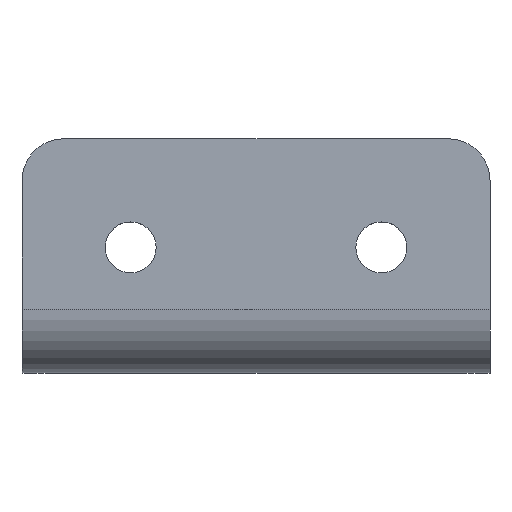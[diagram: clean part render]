
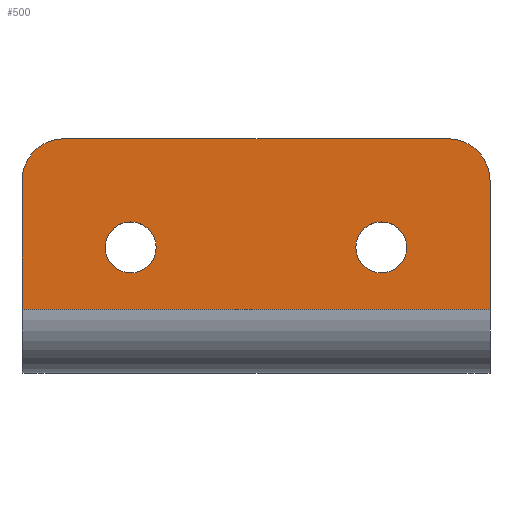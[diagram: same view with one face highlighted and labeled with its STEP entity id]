
A CAD part, top view. The second image highlights one B-rep face of the part: STEP entity #500.
In plain terms, the highlighted planar face has unit normal (0, 0, 1).
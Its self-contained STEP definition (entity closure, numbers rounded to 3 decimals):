
#2 = CARTESIAN_POINT ( 'NONE',  ( -15., 15., 0. ) ) ;
#24 = EDGE_CURVE ( 'NONE', #423, #398, #508, .T. ) ;
#27 = DIRECTION ( 'NONE',  ( 1., 0., 0. ) ) ;
#38 = ORIENTED_EDGE ( 'NONE', *, *, #317, .F. ) ;
#47 = CARTESIAN_POINT ( 'NONE',  ( 11.95, 15., 0. ) ) ;
#68 = VERTEX_POINT ( 'NONE', #757 ) ;
#87 = DIRECTION ( 'NONE',  ( 0., -1., 0. ) ) ;
#96 = LINE ( 'NONE', #110, #838 ) ;
#97 = CARTESIAN_POINT ( 'NONE',  ( -23., 28., 0. ) ) ;
#99 = EDGE_LOOP ( 'NONE', ( #688, #640 ) ) ;
#102 = VECTOR ( 'NONE', #87, 1000. ) ;
#110 = CARTESIAN_POINT ( 'NONE',  ( 28., 7.6, 0. ) ) ;
#120 = FACE_OUTER_BOUND ( 'NONE', #574, .T. ) ;
#140 = DIRECTION ( 'NONE',  ( 1., 0., 0. ) ) ;
#144 = DIRECTION ( 'NONE',  ( 0., 0., -1. ) ) ;
#146 = EDGE_CURVE ( 'NONE', #68, #237, #165, .T. ) ;
#165 = LINE ( 'NONE', #428, #102 ) ;
#179 = EDGE_CURVE ( 'NONE', #550, #834, #837, .T. ) ;
#181 = DIRECTION ( 'NONE',  ( -1., 0., 0. ) ) ;
#183 = VECTOR ( 'NONE', #707, 1000. ) ;
#184 = AXIS2_PLACEMENT_3D ( 'NONE', #440, #691, #27 ) ;
#197 = EDGE_CURVE ( 'NONE', #354, #726, #283, .T. ) ;
#215 = DIRECTION ( 'NONE',  ( -1., 0., 0. ) ) ;
#237 = VERTEX_POINT ( 'NONE', #806 ) ;
#245 = FACE_BOUND ( 'NONE', #99, .T. ) ;
#246 = DIRECTION ( 'NONE',  ( -1., 0., 0. ) ) ;
#248 = DIRECTION ( 'NONE',  ( -1., 0., 0. ) ) ;
#251 = CARTESIAN_POINT ( 'NONE',  ( 23., 23., 0. ) ) ;
#266 = DIRECTION ( 'NONE',  ( 0., 0., 1. ) ) ;
#283 = LINE ( 'NONE', #490, #426 ) ;
#290 = EDGE_LOOP ( 'NONE', ( #553, #506 ) ) ;
#317 = EDGE_CURVE ( 'NONE', #751, #521, #631, .T. ) ;
#339 = AXIS2_PLACEMENT_3D ( 'NONE', #251, #788, #248 ) ;
#342 = EDGE_CURVE ( 'NONE', #521, #237, #96, .T. ) ;
#354 = VERTEX_POINT ( 'NONE', #374 ) ;
#356 = EDGE_CURVE ( 'NONE', #398, #423, #547, .T. ) ;
#359 = ORIENTED_EDGE ( 'NONE', *, *, #342, .F. ) ;
#369 = EDGE_CURVE ( 'NONE', #834, #550, #395, .T. ) ;
#374 = CARTESIAN_POINT ( 'NONE',  ( 23., 28., 0. ) ) ;
#378 = CARTESIAN_POINT ( 'NONE',  ( 28., 23., 0. ) ) ;
#382 = CARTESIAN_POINT ( 'NONE',  ( 28., 0., 0. ) ) ;
#395 = CIRCLE ( 'NONE', #727, 3.05 ) ;
#398 = VERTEX_POINT ( 'NONE', #768 ) ;
#410 = DIRECTION ( 'NONE',  ( -1., 0., 0. ) ) ;
#423 = VERTEX_POINT ( 'NONE', #642 ) ;
#426 = VECTOR ( 'NONE', #215, 1000. ) ;
#428 = CARTESIAN_POINT ( 'NONE',  ( -28., 0., 0. ) ) ;
#432 = DIRECTION ( 'NONE',  ( -1., 0., 0. ) ) ;
#440 = CARTESIAN_POINT ( 'NONE',  ( -15., 15., 0. ) ) ;
#464 = DIRECTION ( 'NONE',  ( 0., 0., -1. ) ) ;
#484 = ORIENTED_EDGE ( 'NONE', *, *, #825, .T. ) ;
#490 = CARTESIAN_POINT ( 'NONE',  ( 28., 28., 0. ) ) ;
#494 = EDGE_CURVE ( 'NONE', #751, #354, #770, .T. ) ;
#495 = AXIS2_PLACEMENT_3D ( 'NONE', #537, #144, #410 ) ;
#500 = ADVANCED_FACE ( 'NONE', ( #120, #843, #245 ), #784, .F. ) ;
#505 = DIRECTION ( 'NONE',  ( -1., 0., 0. ) ) ;
#506 = ORIENTED_EDGE ( 'NONE', *, *, #369, .T. ) ;
#508 = CIRCLE ( 'NONE', #655, 3.05 ) ;
#516 = AXIS2_PLACEMENT_3D ( 'NONE', #678, #619, #246 ) ;
#521 = VERTEX_POINT ( 'NONE', #581 ) ;
#537 = CARTESIAN_POINT ( 'NONE',  ( 15., 15., 0. ) ) ;
#545 = CIRCLE ( 'NONE', #516, 5. ) ;
#547 = CIRCLE ( 'NONE', #184, 3.05 ) ;
#550 = VERTEX_POINT ( 'NONE', #47 ) ;
#553 = ORIENTED_EDGE ( 'NONE', *, *, #179, .T. ) ;
#574 = EDGE_LOOP ( 'NONE', ( #38, #819, #870, #484, #658, #359 ) ) ;
#581 = CARTESIAN_POINT ( 'NONE',  ( 28., 7.6, 0. ) ) ;
#619 = DIRECTION ( 'NONE',  ( 0., 0., 1. ) ) ;
#624 = CARTESIAN_POINT ( 'NONE',  ( 18.05, 15., 0. ) ) ;
#631 = LINE ( 'NONE', #772, #183 ) ;
#640 = ORIENTED_EDGE ( 'NONE', *, *, #24, .F. ) ;
#642 = CARTESIAN_POINT ( 'NONE',  ( -11.95, 15., 0. ) ) ;
#655 = AXIS2_PLACEMENT_3D ( 'NONE', #2, #266, #140 ) ;
#658 = ORIENTED_EDGE ( 'NONE', *, *, #146, .T. ) ;
#678 = CARTESIAN_POINT ( 'NONE',  ( -23., 23., 0. ) ) ;
#688 = ORIENTED_EDGE ( 'NONE', *, *, #356, .F. ) ;
#691 = DIRECTION ( 'NONE',  ( 0., 0., 1. ) ) ;
#707 = DIRECTION ( 'NONE',  ( 0., -1., 0. ) ) ;
#726 = VERTEX_POINT ( 'NONE', #97 ) ;
#727 = AXIS2_PLACEMENT_3D ( 'NONE', #830, #755, #505 ) ;
#751 = VERTEX_POINT ( 'NONE', #378 ) ;
#755 = DIRECTION ( 'NONE',  ( 0., 0., -1. ) ) ;
#757 = CARTESIAN_POINT ( 'NONE',  ( -28., 23., 0. ) ) ;
#768 = CARTESIAN_POINT ( 'NONE',  ( -18.05, 15., 0. ) ) ;
#770 = CIRCLE ( 'NONE', #339, 5. ) ;
#772 = CARTESIAN_POINT ( 'NONE',  ( 28., 0., 0. ) ) ;
#784 = PLANE ( 'NONE',  #848 ) ;
#788 = DIRECTION ( 'NONE',  ( 0., 0., 1. ) ) ;
#806 = CARTESIAN_POINT ( 'NONE',  ( -28., 7.6, 0. ) ) ;
#819 = ORIENTED_EDGE ( 'NONE', *, *, #494, .T. ) ;
#825 = EDGE_CURVE ( 'NONE', #726, #68, #545, .T. ) ;
#830 = CARTESIAN_POINT ( 'NONE',  ( 15., 15., 0. ) ) ;
#834 = VERTEX_POINT ( 'NONE', #624 ) ;
#837 = CIRCLE ( 'NONE', #495, 3.05 ) ;
#838 = VECTOR ( 'NONE', #432, 1000. ) ;
#843 = FACE_BOUND ( 'NONE', #290, .T. ) ;
#848 = AXIS2_PLACEMENT_3D ( 'NONE', #382, #464, #181 ) ;
#870 = ORIENTED_EDGE ( 'NONE', *, *, #197, .T. ) ;
